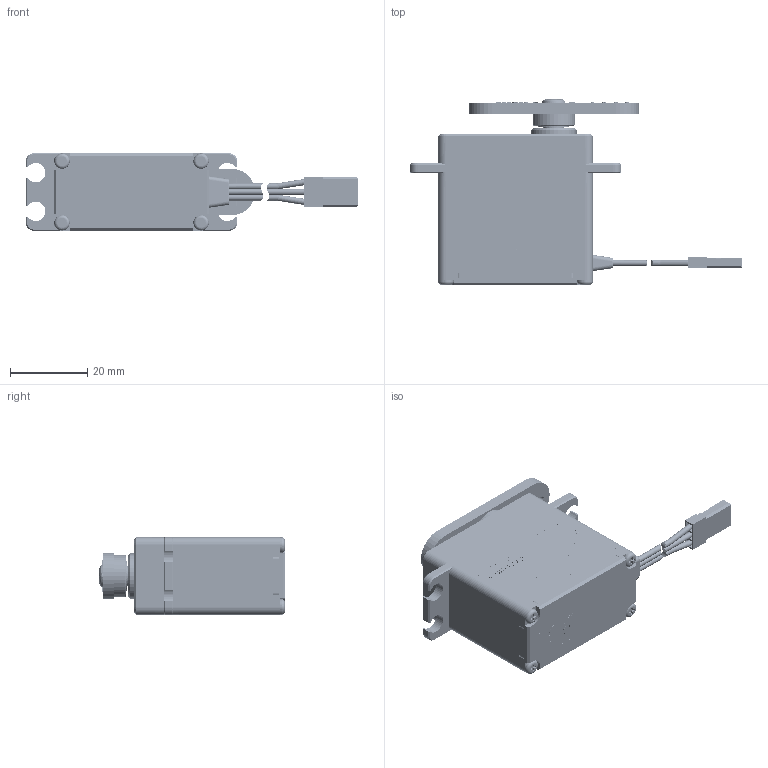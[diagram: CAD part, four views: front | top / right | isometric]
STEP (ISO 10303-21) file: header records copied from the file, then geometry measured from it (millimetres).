
FILE_DESCRIPTION((''),'2;1');
FILE_NAME('MDB961WP_MDB951WP_MDB961-CAN_ASM','2022-12-21T',('82105'),(''),'CREO PARAMETRIC BY PTC INC, 2016050','CREO PARAMETRIC BY PTC INC, 2016050','');
FILE_SCHEMA(('CONFIG_CONTROL_DESIGN'));
Products named in the file (49): X700T_AL6061_120101010164; X700M_AL6061_120101020155; X700L_AL6061_120101030153; 112001010022_BLDC_18X18_4_AF0; BLDC_18X18_PCB; BLDC_18X18_ENDCAP; BLDC_18X18_MAGNETIC_SHAFT_AF0; BLDC_18X18_BUSHING; BLDC_18X18_HOLDER; BL1718-HMK_ASM; MOTOR_PINION_BSBM_M0_25XZ10; X700SG1_S; X700SG1_P; X700SG1_S45C_120212000657_ASM; DB951SG2-H_235_SPUR; X700SG2_P_357; X700SG2_357_120212000700_ASM; X700SG3_S_357; DB951SG3-H_235_SPUR; X700SG3_357_ASM; X700SG4_S; X700SG4_P; X700SG4_S45C_120212000660_ASM; X700SG5F-HP_S45C_120212000823; 120210000002_MR148; 120215000007_SILICON_VG_6_10_2; 6PI_OIL_SEAL_PLATE; 120215000007_SILICON_VG_6_10_2_ASM; X700MH_BSBM_120106020149; 120108020001_NDFEB_PI6X2_5; 120201000114_SC_M3XL3; 12XXXX_SILICONE_SG33_BAR_SE_AF0; X700SG5_S45C_120212000661_ASM; 1_6X9_6_HSS; 1_8X15_2_HSS; 2X18_5_HSS; X700_POT_PCB_ZRS11_AF0; SOP-8; X700_MAIN_PCB_REF; RENEW_9381_O-RING ...
Assembly tree (55 placements, depth 4):
  MDB961WP_MDB951WP_MDB961-CAN_ASM
    X700T_AL6061_120101010164
    X700M_AL6061_120101020155
    X700L_AL6061_120101030153
    BL1718-HMK_ASM
      112001010022_BLDC_18X18_4_AF0
      BLDC_18X18_PCB
      BLDC_18X18_ENDCAP
      BLDC_18X18_MAGNETIC_SHAFT_AF0
      BLDC_18X18_BUSHING  x2
      BLDC_18X18_HOLDER
    MOTOR_PINION_BSBM_M0_25XZ10
    X700SG1_S45C_120212000657_ASM
      X700SG1_S
      X700SG1_P
    X700SG2_357_120212000700_ASM
      DB951SG2-H_235_SPUR
      X700SG2_P_357
    X700SG3_357_ASM
      X700SG3_S_357
      DB951SG3-H_235_SPUR
    X700SG4_S45C_120212000660_ASM
      X700SG4_S
      X700SG4_P
    X700SG5_S45C_120212000661_ASM
      X700SG5F-HP_S45C_120212000823
      120210000002_MR148  x2
      120215000007_SILICON_VG_6_10_2_ASM
        120215000007_SILICON_VG_6_10_2
        6PI_OIL_SEAL_PLATE
      X700MH_BSBM_120106020149
      120108020001_NDFEB_PI6X2_5
      120201000114_SC_M3XL3
      12XXXX_SILICONE_SG33_BAR_SE_AF0
    1_6X9_6_HSS
    1_8X15_2_HSS
    2X18_5_HSS
    X700_POT_PCB_ZRS11_AF0
    SOP-8
    X700_MAIN_PCB_REF
    RENEW_9381_O-RING  x2
    10A_CBH_M2XL28_120201000150  x4
    WP_3P_BUSHING_120105020030
    CPH_M1_4X5_120201000167  x2
    240000000851_GOLD_Y_R_B
    HD-IM25_PA66_120217000084
    TW_6_5X3_2_SUS_120204000048
    CBH_M3XL5_SUS_120201000113
    120208000024_11X8X3_METAL_RING
Bounding box: 85.75 x 48.1 x 20 mm (x, y, z)
Volume: 21637.8 mm3; surface area: 35927.2 mm2
Topology: 89 solids, 92 shells, 5542 faces, 15035 edges, 9769 vertices
Faces by surface type: plane 2504, cylinder 1593, bspline 694, cone 302, extrusion 210, torus 203, sphere 36
Entity records: 235748 total; most frequent: CARTESIAN_POINT 63668, ORIENTED_EDGE 27658, DIRECTION 24475, PRESENTATION_STYLE_ASSIGNMENT 13937, EDGE_CURVE 13829, STYLED_ITEM 13707, CURVE_STYLE 13556, VERTEX_POINT 9057
